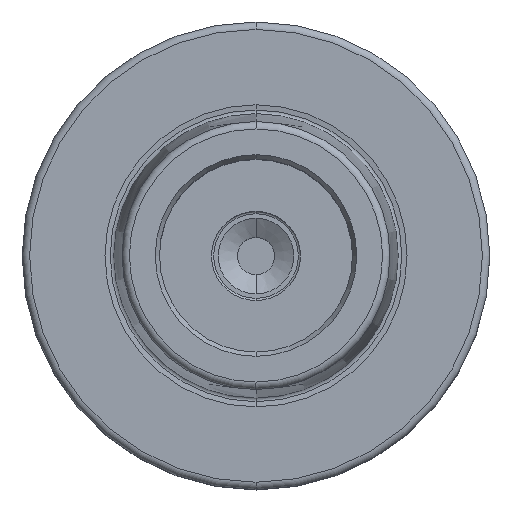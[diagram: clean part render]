
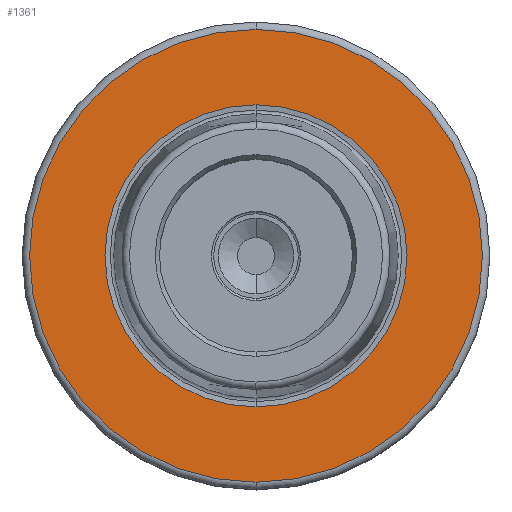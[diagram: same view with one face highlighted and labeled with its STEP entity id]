
A CAD part, top view. The second image highlights one B-rep face of the part: STEP entity #1361.
In plain terms, the highlighted planar face has unit normal (0, 0, 1).
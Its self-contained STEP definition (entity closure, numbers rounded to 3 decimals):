
#158=CARTESIAN_POINT('',(0,0,26));
#159=DIRECTION('',(0,0,1));
#160=DIRECTION('',(0,1,0));
#161=AXIS2_PLACEMENT_3D('',#158,#159,#160);
#163=CARTESIAN_POINT('',(0,0,26));
#164=DIRECTION('',(0,0,1));
#165=DIRECTION('',(0,-1,0));
#166=AXIS2_PLACEMENT_3D('',#163,#164,#165);
#176=CARTESIAN_POINT('',(0,0,26));
#177=DIRECTION('',(0,0,1));
#178=DIRECTION('',(0,1,0));
#179=AXIS2_PLACEMENT_3D('',#176,#177,#178);
#181=CARTESIAN_POINT('',(0,0,26));
#182=DIRECTION('',(0,0,-1));
#183=DIRECTION('',(0,1,0));
#184=AXIS2_PLACEMENT_3D('',#181,#182,#183);
#927=CARTESIAN_POINT('',(0,20.344,26));
#929=VERTEX_POINT('',#927);
#957=CARTESIAN_POINT('',(0,-20.344,26));
#959=VERTEX_POINT('',#957);
#1003=CARTESIAN_POINT('',(0,30.5,26));
#1004=CARTESIAN_POINT('',(0,-30.5,26));
#1005=VERTEX_POINT('',#1003);
#1006=VERTEX_POINT('',#1004);
#1345=CARTESIAN_POINT('',(0,0,26));
#1346=DIRECTION('',(0,0,-1));
#1347=DIRECTION('',(0,-1,0));
#1348=AXIS2_PLACEMENT_3D('',#1345,#1346,#1347);
#1349=PLANE('',#1348);
#1351=ORIENTED_EDGE('',*,*,#1350,.F.);
#1352=ORIENTED_EDGE('',*,*,#1335,.F.);
#1353=EDGE_LOOP('',(#1351,#1352));
#1354=FACE_OUTER_BOUND('',#1353,.F.);
#1356=ORIENTED_EDGE('',*,*,#1355,.T.);
#1358=ORIENTED_EDGE('',*,*,#1357,.F.);
#1359=EDGE_LOOP('',(#1356,#1358));
#1360=FACE_BOUND('',#1359,.F.);
#1361=ADVANCED_FACE('',(#1354,#1360),#1349,.F.);
#162=CIRCLE('',#161,30.5);
#167=CIRCLE('',#166,30.5);
#180=CIRCLE('',#179,20.344);
#185=CIRCLE('',#184,20.344);
#1335=EDGE_CURVE('',#1006,#1005,#167,.T.);
#1350=EDGE_CURVE('',#1005,#1006,#162,.T.);
#1355=EDGE_CURVE('',#929,#959,#180,.T.);
#1357=EDGE_CURVE('',#929,#959,#185,.T.);
